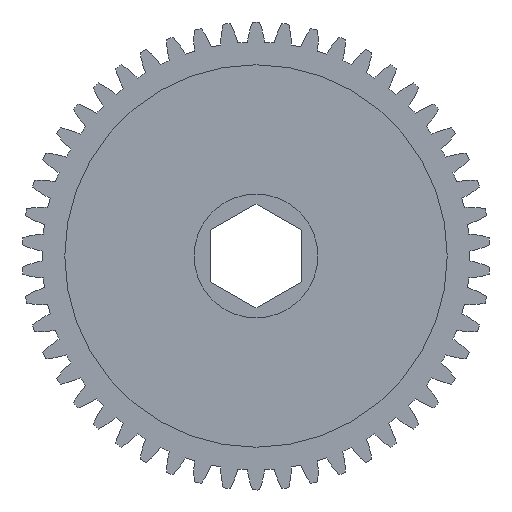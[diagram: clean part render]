
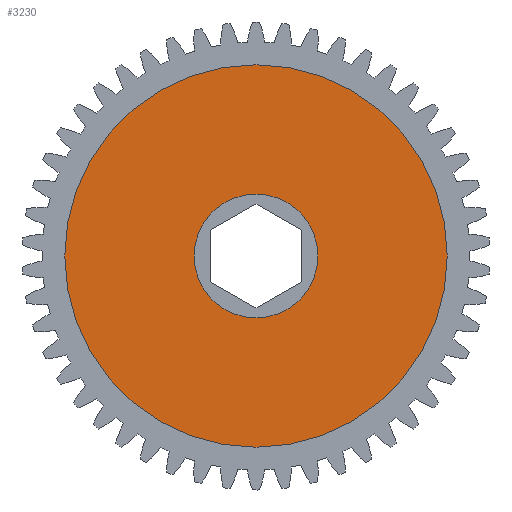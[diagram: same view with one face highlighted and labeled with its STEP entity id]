
A CAD part, left-side view. The second image highlights one B-rep face of the part: STEP entity #3230.
In plain terms, the highlighted planar face has unit normal (-1, 0, 0).
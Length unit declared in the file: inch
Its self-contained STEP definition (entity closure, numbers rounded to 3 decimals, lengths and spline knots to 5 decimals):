
#39 = AXIS2_PLACEMENT_3D ( 'NONE', #6932, #6881, #6878 ) ;
#64 = AXIS2_PLACEMENT_3D ( 'NONE', #4113, #4119, #2762 ) ;
#510 = DIRECTION ( 'NONE',  ( 0., 0., -1. ) ) ;
#517 = DIRECTION ( 'NONE',  ( 1., 0., 0. ) ) ;
#532 = CARTESIAN_POINT ( 'NONE',  ( 0.1375, 0., 0. ) ) ;
#699 = CARTESIAN_POINT ( 'NONE',  ( 0.1375, 0., 0.34375 ) ) ;
#965 = VERTEX_POINT ( 'NONE', #3712 ) ;
#1379 = CIRCLE ( 'NONE', #1646, 0.34375 ) ;
#1428 = AXIS2_PLACEMENT_3D ( 'NONE', #3097, #2937, #2902 ) ;
#1591 = CARTESIAN_POINT ( 'NONE',  ( 0.1375, 0., 1.0625 ) ) ;
#1646 = AXIS2_PLACEMENT_3D ( 'NONE', #7156, #7127, #7095 ) ;
#1656 = VERTEX_POINT ( 'NONE', #5877 ) ;
#1796 = CIRCLE ( 'NONE', #2177, 1.0625 ) ;
#2177 = AXIS2_PLACEMENT_3D ( 'NONE', #532, #517, #510 ) ;
#2597 = EDGE_CURVE ( 'NONE', #4887, #1656, #1796, .T. ) ;
#2662 = EDGE_CURVE ( 'NONE', #965, #6248, #1379, .T. ) ;
#2762 = DIRECTION ( 'NONE',  ( 0., 0., -1. ) ) ;
#2902 = DIRECTION ( 'NONE',  ( 0., 0., -1. ) ) ;
#2937 = DIRECTION ( 'NONE',  ( 1., 0., 0. ) ) ;
#3008 = PLANE ( 'NONE',  #1428 ) ;
#3097 = CARTESIAN_POINT ( 'NONE',  ( 0.1375, 0., 0. ) ) ;
#3230 = ADVANCED_FACE ( 'NONE', ( #5337, #5265 ), #3008, .F. ) ;
#3712 = CARTESIAN_POINT ( 'NONE',  ( 0.1375, 0., -0.34375 ) ) ;
#3714 = EDGE_LOOP ( 'NONE', ( #7460, #7464 ) ) ;
#4113 = CARTESIAN_POINT ( 'NONE',  ( 0.1375, 0., 0. ) ) ;
#4119 = DIRECTION ( 'NONE',  ( 1., 0., 0. ) ) ;
#4400 = EDGE_LOOP ( 'NONE', ( #7344, #7417 ) ) ;
#4887 = VERTEX_POINT ( 'NONE', #1591 ) ;
#4967 = EDGE_CURVE ( 'NONE', #6248, #965, #6027, .T. ) ;
#5067 = EDGE_CURVE ( 'NONE', #1656, #4887, #5659, .T. ) ;
#5265 = FACE_BOUND ( 'NONE', #3714, .T. ) ;
#5337 = FACE_OUTER_BOUND ( 'NONE', #4400, .T. ) ;
#5659 = CIRCLE ( 'NONE', #39, 1.0625 ) ;
#5877 = CARTESIAN_POINT ( 'NONE',  ( 0.1375, 0., -1.0625 ) ) ;
#6027 = CIRCLE ( 'NONE', #64, 0.34375 ) ;
#6248 = VERTEX_POINT ( 'NONE', #699 ) ;
#6878 = DIRECTION ( 'NONE',  ( 0., 0., -1. ) ) ;
#6881 = DIRECTION ( 'NONE',  ( 1., 0., 0. ) ) ;
#6932 = CARTESIAN_POINT ( 'NONE',  ( 0.1375, 0., 0. ) ) ;
#7095 = DIRECTION ( 'NONE',  ( 0., 0., -1. ) ) ;
#7127 = DIRECTION ( 'NONE',  ( 1., 0., 0. ) ) ;
#7156 = CARTESIAN_POINT ( 'NONE',  ( 0.1375, 0., 0. ) ) ;
#7344 = ORIENTED_EDGE ( 'NONE', *, *, #2597, .F. ) ;
#7417 = ORIENTED_EDGE ( 'NONE', *, *, #5067, .F. ) ;
#7460 = ORIENTED_EDGE ( 'NONE', *, *, #2662, .T. ) ;
#7464 = ORIENTED_EDGE ( 'NONE', *, *, #4967, .T. ) ;
